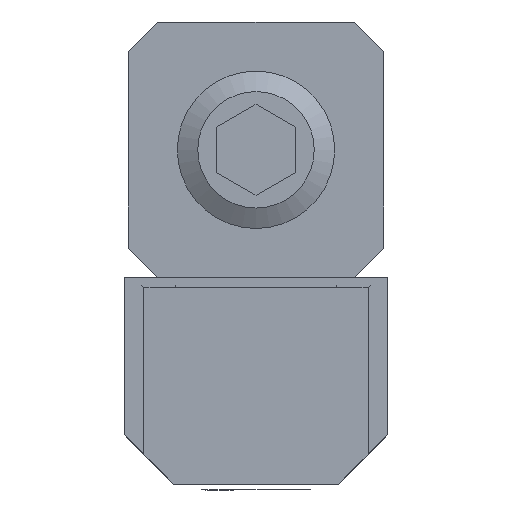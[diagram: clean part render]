
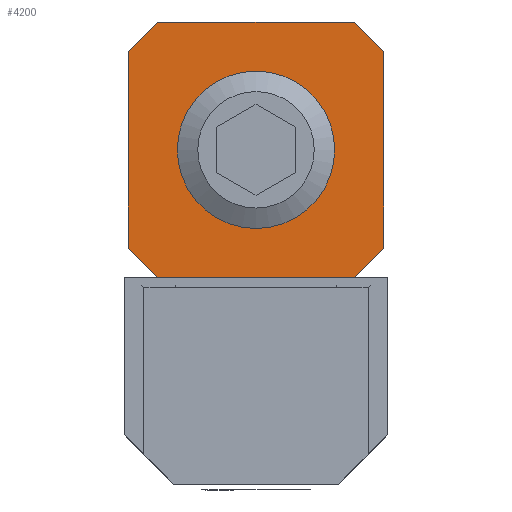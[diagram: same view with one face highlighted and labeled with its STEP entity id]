
A CAD part, left-side view. The second image highlights one B-rep face of the part: STEP entity #4200.
In plain terms, the highlighted planar face has unit normal (-1, 0, 0).
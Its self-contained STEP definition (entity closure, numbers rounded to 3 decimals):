
#61=FACE_BOUND('',#516,.T.);
#77=CIRCLE('',#4456,4.);
#276=FACE_OUTER_BOUND('',#515,.T.);
#515=EDGE_LOOP('',(#3534,#3535,#3536,#3537,#3538,#3539,#3540,#3541));
#516=EDGE_LOOP('',(#3542));
#1018=LINE('',#6537,#1564);
#1020=LINE('',#6541,#1566);
#1021=LINE('',#6543,#1567);
#1022=LINE('',#6545,#1568);
#1023=LINE('',#6547,#1569);
#1024=LINE('',#6549,#1570);
#1025=LINE('',#6551,#1571);
#1026=LINE('',#6552,#1572);
#1564=VECTOR('',#5357,1.);
#1566=VECTOR('',#5361,1.);
#1567=VECTOR('',#5362,1.);
#1568=VECTOR('',#5363,1.);
#1569=VECTOR('',#5364,1.);
#1570=VECTOR('',#5365,1.);
#1571=VECTOR('',#5366,1.);
#1572=VECTOR('',#5367,1.);
#1950=VERTEX_POINT('',#6534);
#1951=VERTEX_POINT('',#6536);
#1952=VERTEX_POINT('',#6540);
#1953=VERTEX_POINT('',#6542);
#1954=VERTEX_POINT('',#6544);
#1955=VERTEX_POINT('',#6546);
#1956=VERTEX_POINT('',#6548);
#1957=VERTEX_POINT('',#6550);
#1958=VERTEX_POINT('',#6553);
#2492=EDGE_CURVE('',#1951,#1950,#1018,.T.);
#2494=EDGE_CURVE('',#1952,#1950,#1020,.T.);
#2495=EDGE_CURVE('',#1953,#1952,#1021,.T.);
#2496=EDGE_CURVE('',#1954,#1953,#1022,.T.);
#2497=EDGE_CURVE('',#1955,#1954,#1023,.T.);
#2498=EDGE_CURVE('',#1956,#1955,#1024,.T.);
#2499=EDGE_CURVE('',#1957,#1956,#1025,.T.);
#2500=EDGE_CURVE('',#1951,#1957,#1026,.T.);
#2501=EDGE_CURVE('',#1958,#1958,#77,.T.);
#3534=ORIENTED_EDGE('',*,*,#2492,.T.);
#3535=ORIENTED_EDGE('',*,*,#2494,.F.);
#3536=ORIENTED_EDGE('',*,*,#2495,.F.);
#3537=ORIENTED_EDGE('',*,*,#2496,.F.);
#3538=ORIENTED_EDGE('',*,*,#2497,.F.);
#3539=ORIENTED_EDGE('',*,*,#2498,.F.);
#3540=ORIENTED_EDGE('',*,*,#2499,.F.);
#3541=ORIENTED_EDGE('',*,*,#2500,.F.);
#3542=ORIENTED_EDGE('',*,*,#2501,.F.);
#3978=PLANE('',#4455);
#4200=ADVANCED_FACE('',(#276,#61),#3978,.T.);
#4455=AXIS2_PLACEMENT_3D('',#6539,#5359,#5360);
#4456=AXIS2_PLACEMENT_3D('',#6554,#5368,#5369);
#5357=DIRECTION('',(0.,1.,0.));
#5359=DIRECTION('center_axis',(-1.,0.,0.));
#5360=DIRECTION('ref_axis',(0.,0.,
-1.));
#5361=DIRECTION('',(0.,-0.707,0.707));
#5362=DIRECTION('',(0.,0.,1.));
#5363=DIRECTION('',(0.,0.707,0.707));
#5364=DIRECTION('',(0.,1.,0.));
#5365=DIRECTION('',(0.,0.707,-0.707));
#5366=DIRECTION('',(0.,0.,-1.));
#5367=DIRECTION('',(0.,-0.707,-0.707));
#5368=DIRECTION('center_axis',(-1.,0.,0.));
#5369=DIRECTION('ref_axis',(0.,1.,0.));
#6534=CARTESIAN_POINT('',(22.2,11.7,21.));
#6536=CARTESIAN_POINT('',(22.2,1.7,21.));
#6537=CARTESIAN_POINT('',(22.2,11.7,21.));
#6539=CARTESIAN_POINT('Origin',(22.2,1.7,14.5));
#6540=CARTESIAN_POINT('',(22.2,13.2,19.5));
#6541=CARTESIAN_POINT('',(22.2,11.2,21.5));
#6542=CARTESIAN_POINT('',(22.2,13.2,9.5));
#6543=CARTESIAN_POINT('',(22.2,13.2,11.25));
#6544=CARTESIAN_POINT('',(22.2,11.7,8.));
#6545=CARTESIAN_POINT('',(22.2,11.2,7.5));
#6546=CARTESIAN_POINT('',(22.2,1.7,8.));
#6547=CARTESIAN_POINT('',(22.2,0.95,8.));
#6548=CARTESIAN_POINT('',(22.2,0.2,9.5));
#6549=CARTESIAN_POINT('',(22.2,-0.3,10.));
#6550=CARTESIAN_POINT('',(22.2,0.2,19.5));
#6551=CARTESIAN_POINT('',(22.2,0.2,17.75));
#6552=CARTESIAN_POINT('',(22.2,-0.3,19.));
#6553=CARTESIAN_POINT('',(22.2,2.7,14.5));
#6554=CARTESIAN_POINT('Origin',(22.2,6.7,14.5));
